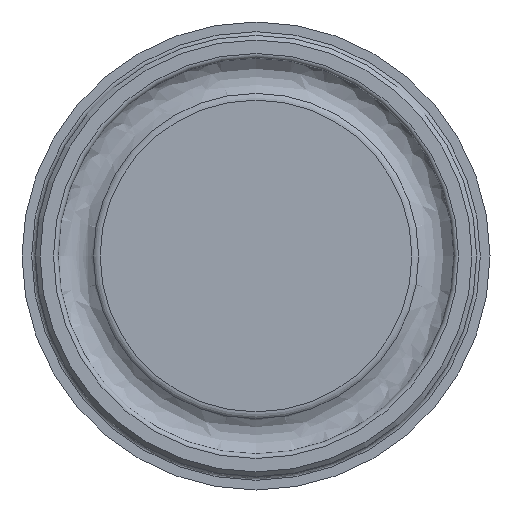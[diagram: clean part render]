
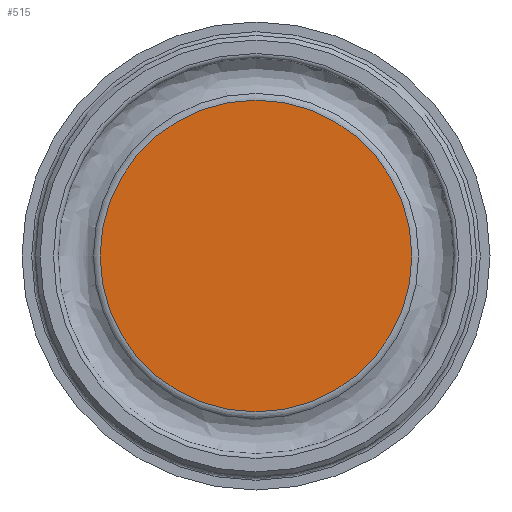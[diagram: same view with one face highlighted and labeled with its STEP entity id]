
A CAD part, left-side view. The second image highlights one B-rep face of the part: STEP entity #515.
In plain terms, the highlighted planar face has unit normal (-1, 0, 0).
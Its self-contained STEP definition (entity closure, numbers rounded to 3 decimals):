
#152=CARTESIAN_POINT('',(3.393,16.816,0.0));
#153=VERTEX_POINT('',#152);
#154=CARTESIAN_POINT('',(3.393,0.0,0.0));
#155=DIRECTION('',(1.0,0.0,0.0));
#156=DIRECTION('',(0.0,1.0,0.0));
#157=AXIS2_PLACEMENT_3D('',#154,#155,#156);
#158=CIRCLE('',#157,16.816);
#159=EDGE_CURVE('',#153,#153,#158,.T.);
#507=CARTESIAN_POINT('',(3.393,8.408,0.0));
#508=DIRECTION('',(-1.0,0.0,0.0));
#509=DIRECTION('',(0.0,0.0,1.0));
#510=AXIS2_PLACEMENT_3D('',#507,#508,#509);
#511=PLANE('',#510);
#512=ORIENTED_EDGE('',*,*,#159,.F.);
#513=EDGE_LOOP('',(#512));
#514=FACE_OUTER_BOUND('',#513,.T.);
#515=ADVANCED_FACE('',(#514),#511,.T.);
